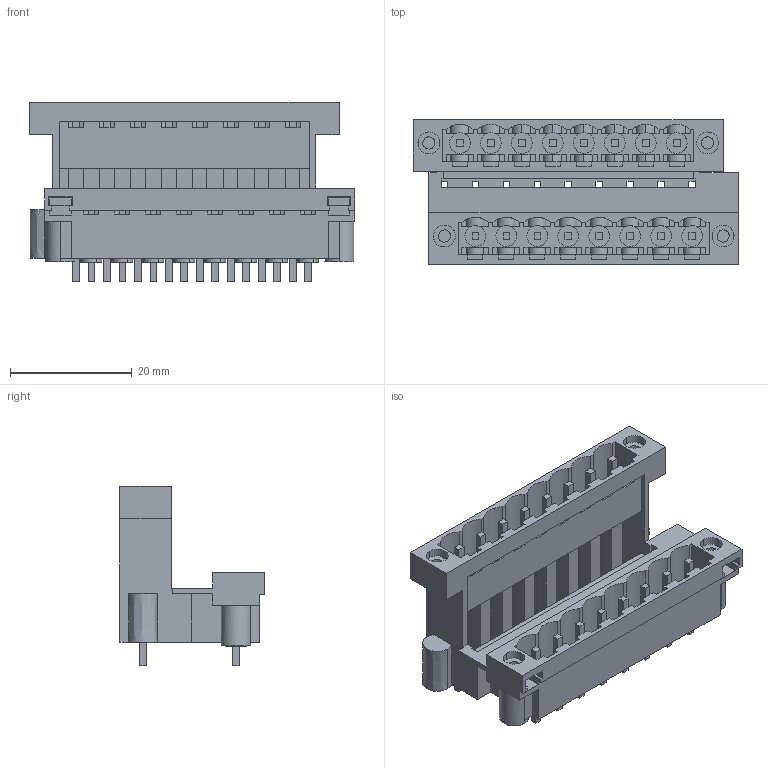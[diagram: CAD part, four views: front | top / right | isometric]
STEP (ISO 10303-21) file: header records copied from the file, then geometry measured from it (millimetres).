
FILE_DESCRIPTION(('CATIA V5 STEP Exchange','CAx-IF Rec.Pracs.--- Model Styling and Organization---1.2---2011-12-15'),'2;1');
FILE_NAME ('D1456892_0_1828830000_1828830000.stp','2018-04-19T11:25:23+00:00',('none'),('Weidmueller'),'CATIA Version 5-6 Release 2014','CATIA V5 STEP AP214','none');
FILE_SCHEMA(('AUTOMOTIVE_DESIGN { 1 0 10303 214 1 1 1 1 }'));
Length unit declared in the file: millimetre
Products named in the file (1): 1828830000
Bounding box: 53.34 x 23.67 x 29.36 mm (x, y, z)
Volume: 7564 mm3; surface area: 14577.7 mm2
Topology: 21 solids, 29 shells, 863 faces, 2710 edges, 1880 vertices
Faces by surface type: plane 709, cylinder 150, extrusion 4
Entity records: 29122 total; most frequent: CARTESIAN_POINT 6547, ORIENTED_EDGE 5420, DIRECTION 3498, EDGE_CURVE 2710, VECTOR 2196, LINE 2192, VERTEX_POINT 1880, EDGE_LOOP 938
